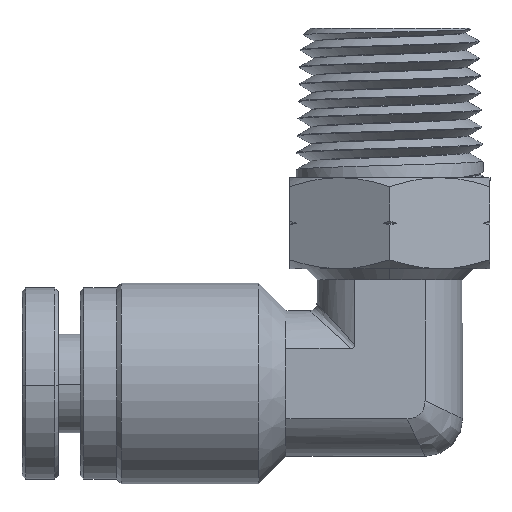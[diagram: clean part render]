
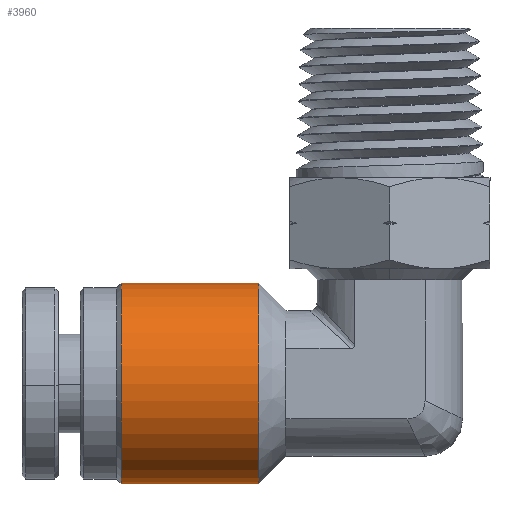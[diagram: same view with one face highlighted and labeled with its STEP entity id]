
A CAD part, left-side view. The second image highlights one B-rep face of the part: STEP entity #3960.
In plain terms, the highlighted cylindrical face has radius 5.5 mm (diameter 11 mm), a partial arc.
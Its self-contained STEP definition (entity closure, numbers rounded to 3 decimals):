
#1521 = CARTESIAN_POINT ( 'NONE',  ( 0., 9.78, -5.5 ) ) ;
#2946 = EDGE_CURVE ( 'NONE', #3708, #10655, #11669, .T. ) ;
#3094 = EDGE_CURVE ( 'NONE', #3886, #15869, #22928, .T. ) ;
#3679 = CYLINDRICAL_SURFACE ( 'NONE', #13761, 5.5 ) ;
#3708 = VERTEX_POINT ( 'NONE', #17449 ) ;
#3882 = CARTESIAN_POINT ( 'NONE',  ( 0., -0.02, 0. ) ) ;
#3886 = VERTEX_POINT ( 'NONE', #6577 ) ;
#3960 = ADVANCED_FACE ( 'NONE', ( #15673 ), #3679, .T. ) ;
#4333 = DIRECTION ( 'NONE',  ( 0., -1., 0. ) ) ;
#5478 = ORIENTED_EDGE ( 'NONE', *, *, #3094, .F. ) ;
#5723 = ORIENTED_EDGE ( 'NONE', *, *, #2946, .T. ) ;
#5787 = CARTESIAN_POINT ( 'NONE',  ( 0., 9.78, 5.5 ) ) ;
#5797 = DIRECTION ( 'NONE',  ( 0., 0., 1. ) ) ;
#5954 = VECTOR ( 'NONE', #7285, 1000. ) ;
#6577 = CARTESIAN_POINT ( 'NONE',  ( 0., 7.53, 5.5 ) ) ;
#7285 = DIRECTION ( 'NONE',  ( 0., -1., 0. ) ) ;
#8336 = CARTESIAN_POINT ( 'NONE',  ( 0., -0.02, 5.5 ) ) ;
#9772 = EDGE_CURVE ( 'NONE', #3886, #3708, #24013, .T. ) ;
#10043 = EDGE_LOOP ( 'NONE', ( #5478, #14241, #5723, #13053 ) ) ;
#10541 = CARTESIAN_POINT ( 'NONE',  ( 0., -0.02, -5.5 ) ) ;
#10655 = VERTEX_POINT ( 'NONE', #10541 ) ;
#10663 = CARTESIAN_POINT ( 'NONE',  ( 0., 9.78, 0. ) ) ;
#11233 = CIRCLE ( 'NONE', #20237, 5.5 ) ;
#11669 = LINE ( 'NONE', #1521, #5954 ) ;
#13053 = ORIENTED_EDGE ( 'NONE', *, *, #24294, .T. ) ;
#13331 = VECTOR ( 'NONE', #15501, 1000. ) ;
#13617 = AXIS2_PLACEMENT_3D ( 'NONE', #15806, #4333, #17709 ) ;
#13761 = AXIS2_PLACEMENT_3D ( 'NONE', #10663, #14444, #24099 ) ;
#14241 = ORIENTED_EDGE ( 'NONE', *, *, #9772, .T. ) ;
#14444 = DIRECTION ( 'NONE',  ( 0., -1., 0. ) ) ;
#15501 = DIRECTION ( 'NONE',  ( 0., -1., 0. ) ) ;
#15673 = FACE_OUTER_BOUND ( 'NONE', #10043, .T. ) ;
#15806 = CARTESIAN_POINT ( 'NONE',  ( 0., 7.53, 0. ) ) ;
#15869 = VERTEX_POINT ( 'NONE', #8336 ) ;
#17255 = DIRECTION ( 'NONE',  ( 0., 1., 0. ) ) ;
#17449 = CARTESIAN_POINT ( 'NONE',  ( 0., 7.53, -5.5 ) ) ;
#17709 = DIRECTION ( 'NONE',  ( 0., 0., 1. ) ) ;
#20237 = AXIS2_PLACEMENT_3D ( 'NONE', #3882, #17255, #5797 ) ;
#22928 = LINE ( 'NONE', #5787, #13331 ) ;
#24013 = CIRCLE ( 'NONE', #13617, 5.5 ) ;
#24099 = DIRECTION ( 'NONE',  ( 0., 0., -1. ) ) ;
#24294 = EDGE_CURVE ( 'NONE', #10655, #15869, #11233, .T. ) ;
